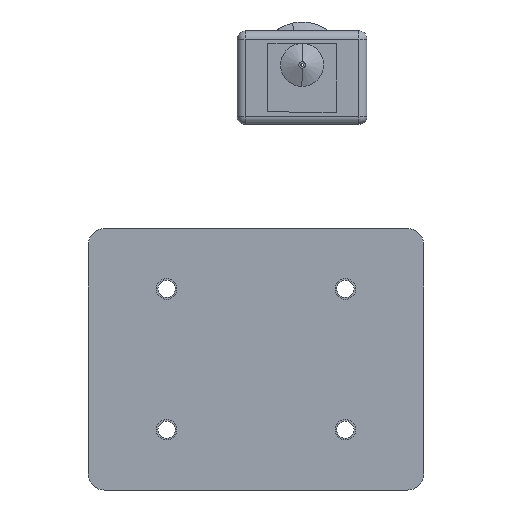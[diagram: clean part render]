
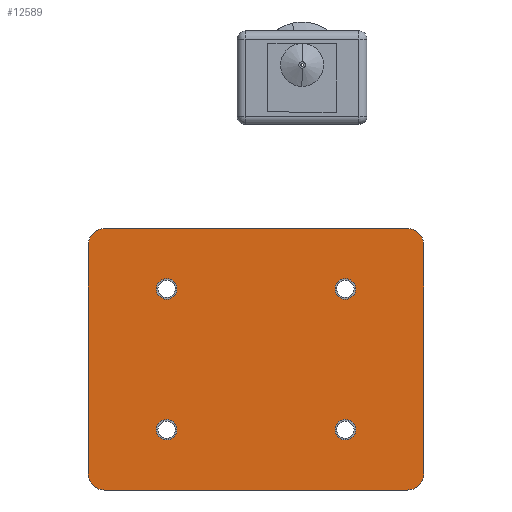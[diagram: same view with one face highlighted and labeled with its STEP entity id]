
A CAD part, front view. The second image highlights one B-rep face of the part: STEP entity #12589.
In plain terms, the highlighted planar face has unit normal (0, -1, 0).
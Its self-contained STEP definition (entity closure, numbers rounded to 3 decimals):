
#686=FACE_BOUND('',#3860,.T.);
#687=FACE_BOUND('',#3861,.T.);
#688=FACE_BOUND('',#3862,.T.);
#689=FACE_BOUND('',#3863,.T.);
#848=LINE('',#19603,#1829);
#849=LINE('',#19607,#1830);
#850=LINE('',#19611,#1831);
#851=LINE('',#19614,#1832);
#1829=VECTOR('',#15241,10.);
#1830=VECTOR('',#15244,10.);
#1831=VECTOR('',#15247,10.);
#1832=VECTOR('',#15250,10.);
#3097=FACE_OUTER_BOUND('',#3859,.T.);
#3859=EDGE_LOOP('',(#8987,#8988,#8989,#8990,#8991,#8992,#8993,#8994));
#3860=EDGE_LOOP('',(#8995));
#3861=EDGE_LOOP('',(#8996));
#3862=EDGE_LOOP('',(#8997));
#3863=EDGE_LOOP('',(#8998));
#4779=CIRCLE('',#13510,3.);
#4780=CIRCLE('',#13511,3.);
#4781=CIRCLE('',#13512,3.);
#4782=CIRCLE('',#13513,3.);
#4783=CIRCLE('',#13514,1.9);
#4784=CIRCLE('',#13515,1.9);
#4785=CIRCLE('',#13516,1.9);
#4786=CIRCLE('',#13517,1.9);
#5690=VERTEX_POINT('',#19599);
#5691=VERTEX_POINT('',#19600);
#5692=VERTEX_POINT('',#19602);
#5693=VERTEX_POINT('',#19604);
#5694=VERTEX_POINT('',#19606);
#5695=VERTEX_POINT('',#19608);
#5696=VERTEX_POINT('',#19610);
#5697=VERTEX_POINT('',#19612);
#5698=VERTEX_POINT('',#19615);
#5699=VERTEX_POINT('',#19617);
#5700=VERTEX_POINT('',#19619);
#5701=VERTEX_POINT('',#19621);
#7067=EDGE_CURVE('',#5690,#5691,#4779,.T.);
#7068=EDGE_CURVE('',#5691,#5692,#848,.T.);
#7069=EDGE_CURVE('',#5692,#5693,#4780,.T.);
#7070=EDGE_CURVE('',#5693,#5694,#849,.T.);
#7071=EDGE_CURVE('',#5694,#5695,#4781,.T.);
#7072=EDGE_CURVE('',#5695,#5696,#850,.T.);
#7073=EDGE_CURVE('',#5696,#5697,#4782,.T.);
#7074=EDGE_CURVE('',#5697,#5690,#851,.T.);
#7075=EDGE_CURVE('',#5698,#5698,#4783,.T.);
#7076=EDGE_CURVE('',#5699,#5699,#4784,.T.);
#7077=EDGE_CURVE('',#5700,#5700,#4785,.T.);
#7078=EDGE_CURVE('',#5701,#5701,#4786,.T.);
#8987=ORIENTED_EDGE('',*,*,#7067,.T.);
#8988=ORIENTED_EDGE('',*,*,#7068,.T.);
#8989=ORIENTED_EDGE('',*,*,#7069,.T.);
#8990=ORIENTED_EDGE('',*,*,#7070,.T.);
#8991=ORIENTED_EDGE('',*,*,#7071,.T.);
#8992=ORIENTED_EDGE('',*,*,#7072,.T.);
#8993=ORIENTED_EDGE('',*,*,#7073,.T.);
#8994=ORIENTED_EDGE('',*,*,#7074,.T.);
#8995=ORIENTED_EDGE('',*,*,#7075,.T.);
#8996=ORIENTED_EDGE('',*,*,#7076,.T.);
#8997=ORIENTED_EDGE('',*,*,#7077,.T.);
#8998=ORIENTED_EDGE('',*,*,#7078,.T.);
#12259=PLANE('',#13509);
#12589=ADVANCED_FACE('',(#3097,#686,#687,#688,#689),#12259,.T.);
#13509=AXIS2_PLACEMENT_3D('',#19598,#15237,#15238);
#13510=AXIS2_PLACEMENT_3D('',#19601,#15239,#15240);
#13511=AXIS2_PLACEMENT_3D('',#19605,#15242,#15243);
#13512=AXIS2_PLACEMENT_3D('',#19609,#15245,#15246);
#13513=AXIS2_PLACEMENT_3D('',#19613,#15248,#15249);
#13514=AXIS2_PLACEMENT_3D('',#19616,#15251,#15252);
#13515=AXIS2_PLACEMENT_3D('',#19618,#15253,#15254);
#13516=AXIS2_PLACEMENT_3D('',#19620,#15255,#15256);
#13517=AXIS2_PLACEMENT_3D('',#19622,#15257,#15258);
#15237=DIRECTION('center_axis',(0.,-1.,0.));
#15238=DIRECTION('ref_axis',(0.,0.,-1.));
#15239=DIRECTION('center_axis',(0.,-1.,0.));
#15240=DIRECTION('ref_axis',(-0.707,0.,-0.707));
#15241=DIRECTION('',(1.,0.,0.));
#15242=DIRECTION('center_axis',(0.,-1.,0.));
#15243=DIRECTION('ref_axis',(0.707,0.,-0.707));
#15244=DIRECTION('',(0.,0.,1.));
#15245=DIRECTION('center_axis',(0.,-1.,0.));
#15246=DIRECTION('ref_axis',(0.707,0.,0.707));
#15247=DIRECTION('',(-1.,0.,0.));
#15248=DIRECTION('center_axis',(0.,-1.,0.));
#15249=DIRECTION('ref_axis',(-0.707,0.,0.707));
#15250=DIRECTION('',(0.,0.,-1.));
#15251=DIRECTION('center_axis',(0.,1.,0.));
#15252=DIRECTION('ref_axis',(1.,0.,0.));
#15253=DIRECTION('center_axis',(0.,1.,0.));
#15254=DIRECTION('ref_axis',(1.,0.,0.));
#15255=DIRECTION('center_axis',(0.,1.,0.));
#15256=DIRECTION('ref_axis',(1.,0.,0.));
#15257=DIRECTION('center_axis',(0.,1.,0.));
#15258=DIRECTION('ref_axis',(1.,0.,0.));
#19598=CARTESIAN_POINT('Origin',(-0.018,-52.055,
-2.362));
#19599=CARTESIAN_POINT('',(-47.5,-52.055,-10.5));
#19600=CARTESIAN_POINT('',(-44.5,-52.055,-13.5));
#19601=CARTESIAN_POINT('Origin',(-44.5,-52.055,-10.5));
#19602=CARTESIAN_POINT('',(11.464,-52.055,-13.5));
#19603=CARTESIAN_POINT('',(14.464,-52.055,-13.5));
#19604=CARTESIAN_POINT('',(14.464,-52.055,-10.5));
#19605=CARTESIAN_POINT('Origin',(11.464,-52.055,-10.5));
#19606=CARTESIAN_POINT('',(14.464,-52.055,31.776));
#19607=CARTESIAN_POINT('',(14.464,-52.055,-13.5));
#19608=CARTESIAN_POINT('',(11.464,-52.055,34.776));
#19609=CARTESIAN_POINT('Origin',(11.464,-52.055,31.776));
#19610=CARTESIAN_POINT('',(-44.5,-52.055,34.776));
#19611=CARTESIAN_POINT('',(-47.5,-52.055,34.776));
#19612=CARTESIAN_POINT('',(-47.5,-52.055,31.776));
#19613=CARTESIAN_POINT('Origin',(-44.5,-52.055,31.776));
#19614=CARTESIAN_POINT('',(-47.5,-52.055,-13.5));
#19615=CARTESIAN_POINT('',(-34.918,-52.055,-2.362));
#19616=CARTESIAN_POINT('Origin',(-33.018,-52.055,-2.362));
#19617=CARTESIAN_POINT('',(-34.918,-52.055,23.638));
#19618=CARTESIAN_POINT('Origin',(-33.018,-52.055,23.638));
#19619=CARTESIAN_POINT('',(-1.918,-52.055,23.638));
#19620=CARTESIAN_POINT('Origin',(-0.018,-52.055,23.638));
#19621=CARTESIAN_POINT('',(-1.918,-52.055,-2.362));
#19622=CARTESIAN_POINT('Origin',(-0.018,-52.055,-2.362));
